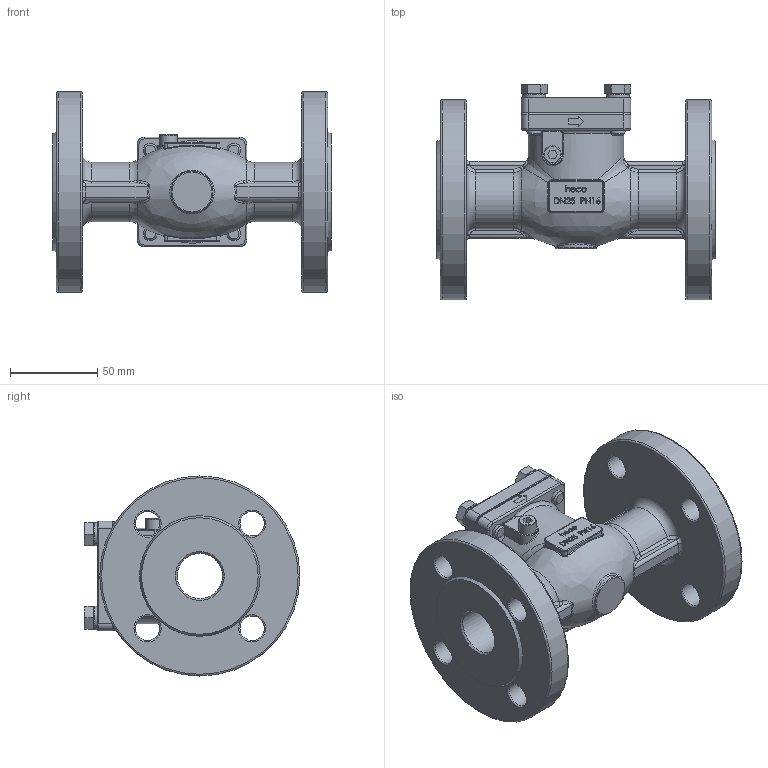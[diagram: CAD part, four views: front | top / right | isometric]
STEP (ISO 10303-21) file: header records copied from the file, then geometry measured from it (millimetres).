
FILE_DESCRIPTION (( 'STEP AP214' ), '1' );
FILE_NAME ('RÜFL-025 Gehäuse 2204.STEP', '2022-04-21T08:18:40', ( '' ), ( '' ), 'SwSTEP 2.0', 'SolidWorks 2019', '' );
FILE_SCHEMA (( 'AUTOMOTIVE_DESIGN' ));
Length unit declared in the file: millimetre
Products named in the file (1): RÜFL-025 Gehäuse 2204
Bounding box: 160 x 124 x 115 mm (x, y, z)
Volume: 438070.2 mm3; surface area: 104882.7 mm2
Topology: 1 solids, 1 shells, 764 faces, 1896 edges, 1190 vertices
Faces by surface type: plane 291, bspline 264, cylinder 97, torus 79, cone 33
Full cylindrical faces by diameter (mm): 8 x4, 10 x1, 13.5 x4, 14 x8, 24 x1, 26 x2, 46 x1, 55 x1, 115 x2
Entity records: 39459 total; most frequent: CARTESIAN_POINT 19885, ORIENTED_EDGE 3620, DIRECTION 2601, EDGE_CURVE 1810, VERTEX_POINT 1172, EDGE_LOOP 906, AXIS2_PLACEMENT_3D 869, LINE 863
